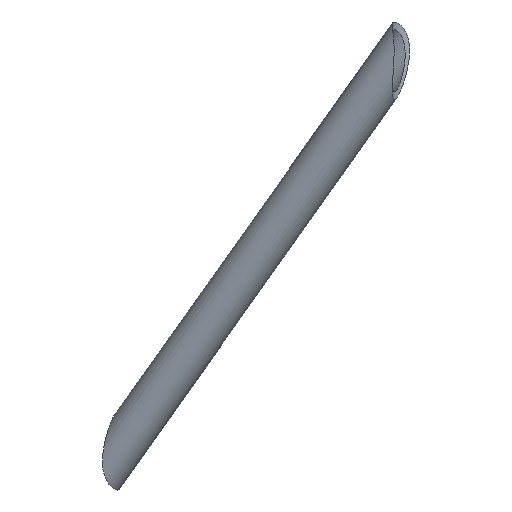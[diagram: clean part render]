
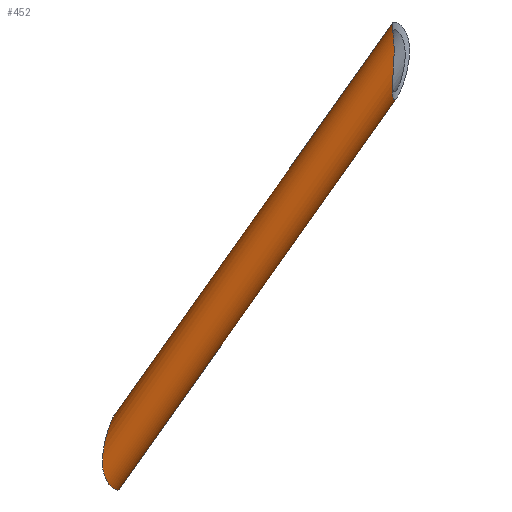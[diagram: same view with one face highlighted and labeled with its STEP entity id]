
A CAD part, top view. The second image highlights one B-rep face of the part: STEP entity #452.
In plain terms, the highlighted cylindrical face has radius 7.5 mm (diameter 15 mm), a partial arc.
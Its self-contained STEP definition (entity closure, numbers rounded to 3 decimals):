
#130=CARTESIAN_POINT('Vertex',(-1971.255,54.668,343.46)) ;
#134=CARTESIAN_POINT('Control Point',(-1969.716,52.33,337.451)) ;
#135=CARTESIAN_POINT('Control Point',(-1969.844,52.15,337.685)) ;
#136=CARTESIAN_POINT('Control Point',(-1969.973,51.99,337.934)) ;
#137=CARTESIAN_POINT('Control Point',(-1970.101,51.856,338.201)) ;
#138=CARTESIAN_POINT('Control Point',(-1970.424,51.6,338.931)) ;
#139=CARTESIAN_POINT('Control Point',(-1970.703,51.61,339.732)) ;
#140=CARTESIAN_POINT('Control Point',(-1970.843,51.738,340.223)) ;
#141=CARTESIAN_POINT('Control Point',(-1971.093,52.23,341.295)) ;
#142=CARTESIAN_POINT('Control Point',(-1971.206,53.039,342.195)) ;
#143=CARTESIAN_POINT('Control Point',(-1971.24,53.554,342.657)) ;
#144=CARTESIAN_POINT('Control Point',(-1971.255,54.099,343.076)) ;
#145=CARTESIAN_POINT('Control Point',(-1971.255,54.668,343.46)) ;
#146=CARTESIAN_POINT('Vertex',(-1969.716,52.33,337.451)) ;
#174=CARTESIAN_POINT('Vertex',(-1971.064,76.343,341.281)) ;
#178=CARTESIAN_POINT('Control Point',(-1971.255,75.447,343.46)) ;
#179=CARTESIAN_POINT('Control Point',(-1971.255,75.855,342.781)) ;
#180=CARTESIAN_POINT('Control Point',(-1971.198,76.154,342.038)) ;
#181=CARTESIAN_POINT('Control Point',(-1971.064,76.343,341.281)) ;
#182=CARTESIAN_POINT('Vertex',(-1971.255,75.447,343.46)) ;
#366=CARTESIAN_POINT('Control Point',(-1971.255,75.447,343.46)) ;
#367=CARTESIAN_POINT('Control Point',(-1971.255,74.941,344.302)) ;
#368=CARTESIAN_POINT('Control Point',(-1971.184,74.297,345.062)) ;
#369=CARTESIAN_POINT('Control Point',(-1971.07,73.521,345.691)) ;
#370=CARTESIAN_POINT('Control Point',(-1970.836,71.628,346.737)) ;
#371=CARTESIAN_POINT('Control Point',(-1970.693,69.491,347.167)) ;
#372=CARTESIAN_POINT('Control Point',(-1970.664,68.316,347.255)) ;
#373=CARTESIAN_POINT('Control Point',(-1970.67,66.304,347.241)) ;
#374=CARTESIAN_POINT('Control Point',(-1970.747,64.313,346.989)) ;
#375=CARTESIAN_POINT('Control Point',(-1970.788,63.491,346.85)) ;
#376=CARTESIAN_POINT('Control Point',(-1970.883,61.844,346.506)) ;
#377=CARTESIAN_POINT('Control Point',(-1970.99,60.228,346.04)) ;
#378=CARTESIAN_POINT('Control Point',(-1971.044,59.424,345.775)) ;
#379=CARTESIAN_POINT('Control Point',(-1971.139,57.953,345.228)) ;
#380=CARTESIAN_POINT('Control Point',(-1971.212,56.531,344.561)) ;
#381=CARTESIAN_POINT('Control Point',(-1971.239,55.891,344.228)) ;
#382=CARTESIAN_POINT('Control Point',(-1971.255,55.267,343.864)) ;
#383=CARTESIAN_POINT('Control Point',(-1971.255,54.668,343.46)) ;
#392=CARTESIAN_POINT('Axis2P3D Location',(-2015.003,1.5,323.668)) ;
#397=CARTESIAN_POINT('Line Origine',(-2008.887,-2.842,323.668)) ;
#401=CARTESIAN_POINT('Vertex',(-2058.941,-73.343,306.055)) ;
#404=CARTESIAN_POINT('Line Origine',(-2021.118,5.842,323.668)) ;
#408=CARTESIAN_POINT('Vertex',(-2060.289,-49.33,309.884)) ;
#412=CARTESIAN_POINT('Control Point',(-2061.197,-72.724,311.305)) ;
#413=CARTESIAN_POINT('Control Point',(-2061.551,-72.425,311.783)) ;
#414=CARTESIAN_POINT('Control Point',(-2061.914,-72.062,312.215)) ;
#415=CARTESIAN_POINT('Control Point',(-2062.272,-71.636,312.593)) ;
#416=CARTESIAN_POINT('Control Point',(-2062.852,-70.796,313.15)) ;
#417=CARTESIAN_POINT('Control Point',(-2063.328,-69.819,313.55)) ;
#418=CARTESIAN_POINT('Control Point',(-2063.507,-69.386,313.692)) ;
#419=CARTESIAN_POINT('Control Point',(-2064.043,-67.836,314.102)) ;
#420=CARTESIAN_POINT('Control Point',(-2064.3,-66.153,314.264)) ;
#421=CARTESIAN_POINT('Control Point',(-2064.355,-64.95,314.301)) ;
#422=CARTESIAN_POINT('Control Point',(-2064.281,-62.029,314.255)) ;
#423=CARTESIAN_POINT('Control Point',(-2063.8,-59.158,313.922)) ;
#424=CARTESIAN_POINT('Control Point',(-2063.431,-57.504,313.647)) ;
#425=CARTESIAN_POINT('Control Point',(-2062.836,-55.311,313.158)) ;
#426=CARTESIAN_POINT('Control Point',(-2062.121,-53.237,312.42)) ;
#427=CARTESIAN_POINT('Control Point',(-2061.928,-52.712,312.211)) ;
#428=CARTESIAN_POINT('Control Point',(-2061.508,-51.637,311.727)) ;
#429=CARTESIAN_POINT('Control Point',(-2061.053,-50.639,311.122)) ;
#430=CARTESIAN_POINT('Control Point',(-2060.807,-50.148,310.768)) ;
#431=CARTESIAN_POINT('Control Point',(-2060.549,-49.696,310.358)) ;
#432=CARTESIAN_POINT('Control Point',(-2060.289,-49.33,309.884)) ;
#433=CARTESIAN_POINT('Vertex',(-2061.197,-72.724,311.305)) ;
#437=CARTESIAN_POINT('Control Point',(-2058.941,-73.343,306.055)) ;
#438=CARTESIAN_POINT('Control Point',(-2059.187,-73.689,307.444)) ;
#439=CARTESIAN_POINT('Control Point',(-2059.657,-73.714,308.892)) ;
#440=CARTESIAN_POINT('Control Point',(-2060.399,-73.399,310.224)) ;
#441=CARTESIAN_POINT('Control Point',(-2061.197,-72.724,311.305)) ;
#393=DIRECTION('Axis2P3D Direction',(-0.567,-0.799,-0.2)) ;
#394=DIRECTION('Axis2P3D XDirection',(0.815,-0.579,0.)) ;
#398=DIRECTION('Vector Direction',(-0.567,-0.799,-0.2)) ;
#405=DIRECTION('Vector Direction',(-0.567,-0.799,-0.2)) ;
#395=AXIS2_PLACEMENT_3D('Cylinder Axis2P3D',#392,#393,#394) ;
#444=ORIENTED_EDGE('',*,*,#403,.F.) ;
#445=ORIENTED_EDGE('',*,*,#148,.T.) ;
#446=ORIENTED_EDGE('',*,*,#384,.F.) ;
#447=ORIENTED_EDGE('',*,*,#184,.T.) ;
#448=ORIENTED_EDGE('',*,*,#410,.T.) ;
#449=ORIENTED_EDGE('',*,*,#435,.F.) ;
#450=ORIENTED_EDGE('',*,*,#442,.F.) ;
#399=VECTOR('Line Direction',#398,1.) ;
#406=VECTOR('Line Direction',#405,1.) ;
#452=ADVANCED_FACE('Corps principal',(#451),#396,.T.) ;
#133=B_SPLINE_CURVE_WITH_KNOTS('',5,(#134,#135,#136,#137,#138,#139,#140,#141,#142,#143,#144,#145),.UNSPECIFIED.,.F.,.U.,(6,3,3,6),(0.,2.276,5.874,10.727),.UNSPECIFIED.) ;
#177=B_SPLINE_CURVE_WITH_KNOTS('',3,(#178,#179,#180,#181),.UNSPECIFIED.,.F.,.U.,(4,4),(0.,3.359),.UNSPECIFIED.) ;
#365=B_SPLINE_CURVE_WITH_KNOTS('',5,(#366,#367,#368,#369,#370,#371,#372,#373,#374,#375,#376,#377,#378,#379,#380,#381,#382,#383),.UNSPECIFIED.,.F.,.U.,(6,3,3,3,3,6),(0.,6.948,15.231,21.132,27.136,32.24),.UNSPECIFIED.) ;
#411=B_SPLINE_CURVE_WITH_KNOTS('',5,(#412,#413,#414,#415,#416,#417,#418,#419,#420,#421,#422,#423,#424,#425,#426,#427,#428,#429,#430,#431,#432),.UNSPECIFIED.,.F.,.U.,(6,3,3,3,3,3,6),(0.,4.711,8.162,16.636,28.774,32.994,37.611),.UNSPECIFIED.) ;
#436=B_SPLINE_CURVE_WITH_KNOTS('',4,(#437,#438,#439,#440,#441),.UNSPECIFIED.,.F.,.U.,(5,5),(0.,8.51),.UNSPECIFIED.) ;
#396=CYLINDRICAL_SURFACE('generated cylinder',#395,7.5) ;
#148=EDGE_CURVE('',#147,#131,#133,.T.) ;
#184=EDGE_CURVE('',#183,#175,#177,.T.) ;
#384=EDGE_CURVE('',#183,#131,#365,.T.) ;
#403=EDGE_CURVE('',#147,#402,#400,.T.) ;
#410=EDGE_CURVE('',#175,#409,#407,.T.) ;
#435=EDGE_CURVE('',#434,#409,#411,.T.) ;
#442=EDGE_CURVE('',#402,#434,#436,.T.) ;
#443=EDGE_LOOP('',(#444,#445,#446,#447,#448,#449,#450)) ;
#451=FACE_OUTER_BOUND('',#443,.T.) ;
#400=LINE('Line',#397,#399) ;
#407=LINE('Line',#404,#406) ;
#131=VERTEX_POINT('',#130) ;
#147=VERTEX_POINT('',#146) ;
#175=VERTEX_POINT('',#174) ;
#183=VERTEX_POINT('',#182) ;
#402=VERTEX_POINT('',#401) ;
#409=VERTEX_POINT('',#408) ;
#434=VERTEX_POINT('',#433) ;
